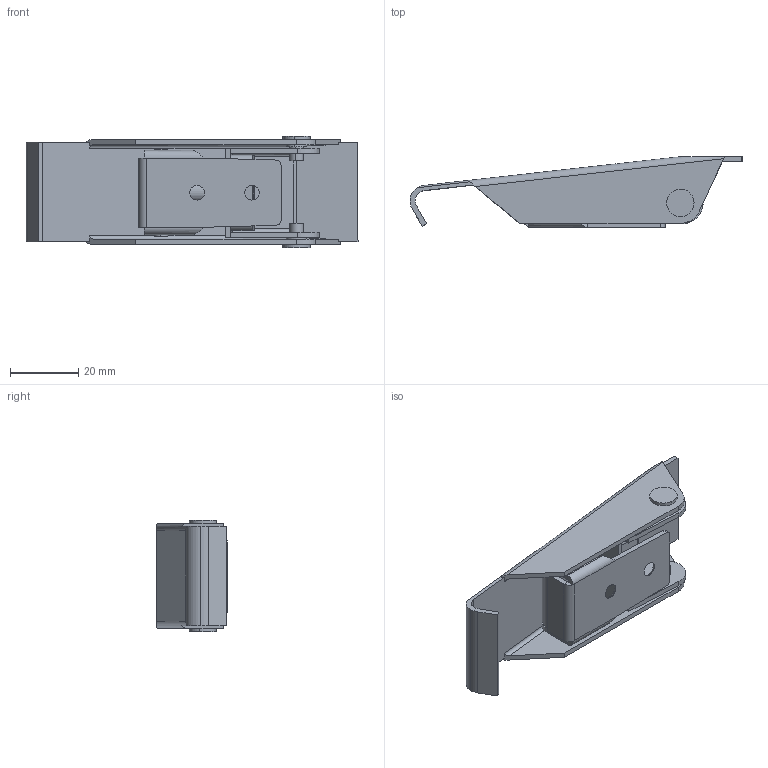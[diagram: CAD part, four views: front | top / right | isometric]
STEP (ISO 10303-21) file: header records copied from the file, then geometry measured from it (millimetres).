
FILE_DESCRIPTION (( 'STEP AP214' ), '1' );
FILE_NAME ('57100 - 909 HC Stainless.STEP', '2017-02-09T13:58:54', ( '' ), ( '' ), 'SwSTEP 2.0', 'SolidWorks 2015', '' );
FILE_SCHEMA (( 'AUTOMOTIVE_DESIGN' ));
Length unit declared in the file: millimetre
Products named in the file (7): nit; överdel hake; plastbit; mellandel; justerskruv; underdel; 57100 - 909 HC Stainless
Assembly tree (7 placements, depth 2):
  57100 - 909 HC Stainless
    underdel
    justerskruv
    mellandel
    plastbit
    överdel hake
    nit  x2
Bounding box: 97 x 20.59 x 32.5 mm (x, y, z)
Volume: 15105.8 mm3; surface area: 18964.5 mm2
Topology: 8 solids, 8 shells, 175 faces, 426 edges, 274 vertices
Faces by surface type: plane 85, cylinder 76, cone 8, bspline 6
Entity records: 5381 total; most frequent: CARTESIAN_POINT 1147, DIRECTION 826, ORIENTED_EDGE 816, EDGE_CURVE 408, AXIS2_PLACEMENT_3D 301, VERTEX_POINT 262, LINE 224, VECTOR 224
